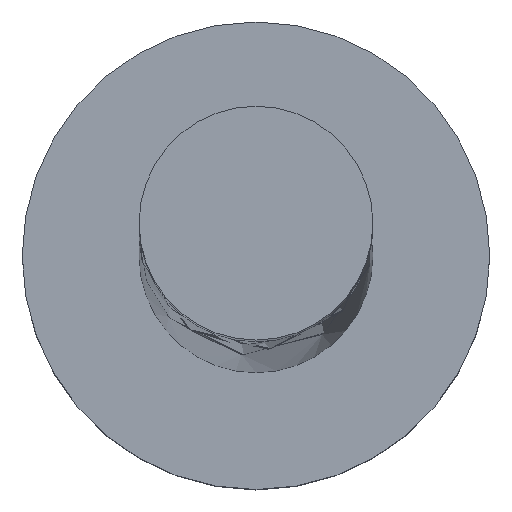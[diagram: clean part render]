
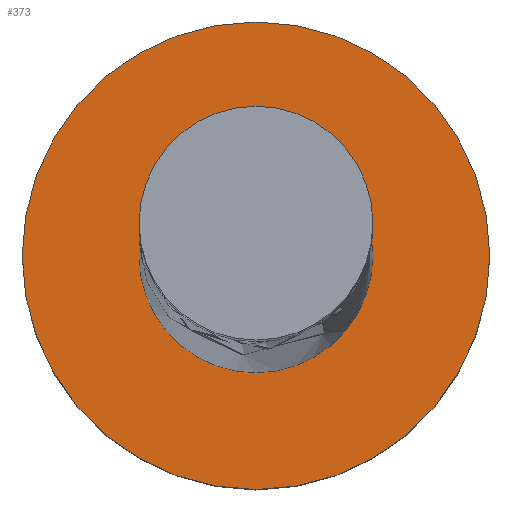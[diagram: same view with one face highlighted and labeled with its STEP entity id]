
A CAD part, top view. The second image highlights one B-rep face of the part: STEP entity #373.
In plain terms, the highlighted planar face has unit normal (0, 0, 1).
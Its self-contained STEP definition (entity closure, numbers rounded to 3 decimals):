
#54 = EDGE_LOOP ( 'NONE', ( #1220, #453 ) ) ;
#65 = PLANE ( 'NONE',  #370 ) ;
#66 = VERTEX_POINT ( 'NONE', #782 ) ;
#100 = EDGE_CURVE ( 'NONE', #66, #1293, #1466, .T. ) ;
#142 = ORIENTED_EDGE ( 'NONE', *, *, #100, .F. ) ;
#216 = EDGE_CURVE ( 'NONE', #700, #1396, #719, .T. ) ;
#306 = CARTESIAN_POINT ( 'NONE',  ( 0., 0., 2. ) ) ;
#308 = CARTESIAN_POINT ( 'NONE',  ( -1., 0., 2. ) ) ;
#320 = CARTESIAN_POINT ( 'NONE',  ( 0., 0., 2. ) ) ;
#364 = CIRCLE ( 'NONE', #688, 1. ) ;
#370 = AXIS2_PLACEMENT_3D ( 'NONE', #320, #1368, #680 ) ;
#373 = ADVANCED_FACE ( 'NONE', ( #1272, #661 ), #65, .T. ) ;
#441 = EDGE_CURVE ( 'NONE', #1293, #66, #364, .T. ) ;
#453 = ORIENTED_EDGE ( 'NONE', *, *, #216, .T. ) ;
#524 = DIRECTION ( 'NONE',  ( 0., 0., 1. ) ) ;
#526 = CARTESIAN_POINT ( 'NONE',  ( 0., 0., 2. ) ) ;
#560 = CARTESIAN_POINT ( 'NONE',  ( 0., 0., 2. ) ) ;
#661 = FACE_OUTER_BOUND ( 'NONE', #54, .T. ) ;
#680 = DIRECTION ( 'NONE',  ( 1., 0., 0. ) ) ;
#688 = AXIS2_PLACEMENT_3D ( 'NONE', #560, #809, #904 ) ;
#700 = VERTEX_POINT ( 'NONE', #856 ) ;
#719 = CIRCLE ( 'NONE', #843, 2. ) ;
#726 = CARTESIAN_POINT ( 'NONE',  ( 0., 0., 2. ) ) ;
#782 = CARTESIAN_POINT ( 'NONE',  ( 1., 0., 2. ) ) ;
#809 = DIRECTION ( 'NONE',  ( 0., 0., 1. ) ) ;
#843 = AXIS2_PLACEMENT_3D ( 'NONE', #726, #1428, #1189 ) ;
#856 = CARTESIAN_POINT ( 'NONE',  ( 2., 0., 2. ) ) ;
#904 = DIRECTION ( 'NONE',  ( 1., 0., 0. ) ) ;
#1113 = CARTESIAN_POINT ( 'NONE',  ( -2., 0., 2. ) ) ;
#1177 = AXIS2_PLACEMENT_3D ( 'NONE', #306, #524, #1478 ) ;
#1189 = DIRECTION ( 'NONE',  ( 1., 0., 0. ) ) ;
#1220 = ORIENTED_EDGE ( 'NONE', *, *, #1291, .T. ) ;
#1272 = FACE_BOUND ( 'NONE', #1424, .T. ) ;
#1291 = EDGE_CURVE ( 'NONE', #1396, #700, #1335, .T. ) ;
#1293 = VERTEX_POINT ( 'NONE', #308 ) ;
#1335 = CIRCLE ( 'NONE', #1540, 2. ) ;
#1343 = DIRECTION ( 'NONE',  ( 0., 0., 1. ) ) ;
#1366 = DIRECTION ( 'NONE',  ( 1., 0., 0. ) ) ;
#1368 = DIRECTION ( 'NONE',  ( 0., 0., 1. ) ) ;
#1396 = VERTEX_POINT ( 'NONE', #1113 ) ;
#1409 = ORIENTED_EDGE ( 'NONE', *, *, #441, .F. ) ;
#1424 = EDGE_LOOP ( 'NONE', ( #1409, #142 ) ) ;
#1428 = DIRECTION ( 'NONE',  ( 0., 0., 1. ) ) ;
#1466 = CIRCLE ( 'NONE', #1177, 1. ) ;
#1478 = DIRECTION ( 'NONE',  ( 1., 0., 0. ) ) ;
#1540 = AXIS2_PLACEMENT_3D ( 'NONE', #526, #1343, #1366 ) ;
